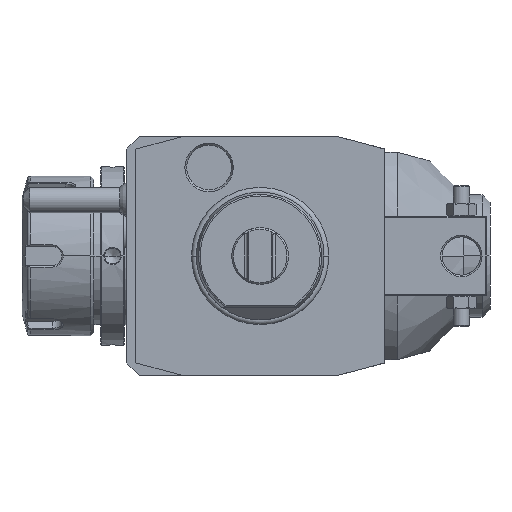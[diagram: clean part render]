
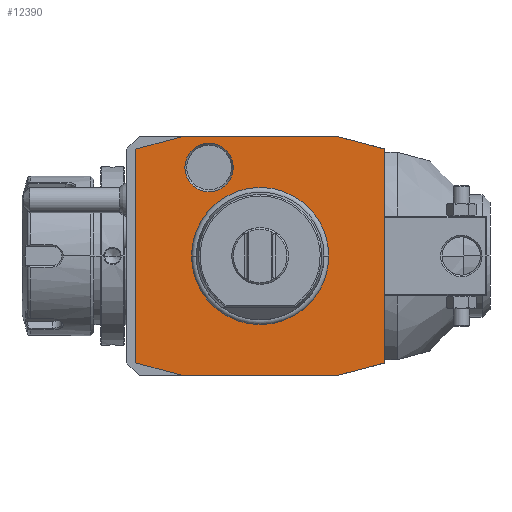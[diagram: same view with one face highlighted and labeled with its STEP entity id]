
A CAD part, front view. The second image highlights one B-rep face of the part: STEP entity #12390.
In plain terms, the highlighted planar face has unit normal (0, -1, 0).
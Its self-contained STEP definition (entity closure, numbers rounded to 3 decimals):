
#3072=DIRECTION('',(-0.966,0.,0.259));
#3073=VECTOR('',#3072,15.529);
#3074=CARTESIAN_POINT('',(39.,0.,33.481));
#3075=LINE('',#3074,#3073);
#3076=DIRECTION('',(0.,0.,1.));
#3077=VECTOR('',#3076,66.962);
#3078=CARTESIAN_POINT('',(39.,0.,-33.481));
#3079=LINE('',#3078,#3077);
#3080=DIRECTION('',(0.966,0.,0.259));
#3081=VECTOR('',#3080,15.529);
#3082=CARTESIAN_POINT('',(24.,0.,-37.5));
#3083=LINE('',#3082,#3081);
#3084=DIRECTION('',(1.,0.,0.));
#3085=VECTOR('',#3084,48.);
#3086=CARTESIAN_POINT('',(-24.,0.,-37.5));
#3087=LINE('',#3086,#3085);
#3088=DIRECTION('',(0.966,0.,-0.259));
#3089=VECTOR('',#3088,15.529);
#3090=CARTESIAN_POINT('',(-39.,0.,-33.481));
#3091=LINE('',#3090,#3089);
#3092=DIRECTION('',(0.,0.,-1.));
#3093=VECTOR('',#3092,66.962);
#3094=CARTESIAN_POINT('',(-39.,0.,33.481));
#3095=LINE('',#3094,#3093);
#3096=DIRECTION('',(-0.966,0.,-0.259));
#3097=VECTOR('',#3096,15.529);
#3098=CARTESIAN_POINT('',(-24.,0.,37.5));
#3099=LINE('',#3098,#3097);
#3100=DIRECTION('',(-1.,0.,0.));
#3101=VECTOR('',#3100,48.);
#3102=CARTESIAN_POINT('',(24.,0.,37.5));
#3103=LINE('',#3102,#3101);
#3104=CARTESIAN_POINT('',(-16.,0.,27.713));
#3105=DIRECTION('',(0.,1.,0.));
#3106=DIRECTION('',(1.,0.,0.));
#3107=AXIS2_PLACEMENT_3D('',#3104,#3105,#3106);
#3109=CARTESIAN_POINT('',(-16.,0.,27.713));
#3110=DIRECTION('',(0.,1.,0.));
#3111=DIRECTION('',(-1.,0.,0.));
#3112=AXIS2_PLACEMENT_3D('',#3109,#3110,#3111);
#3114=CARTESIAN_POINT('',(0.,0.,0.));
#3115=DIRECTION('',(0.,-1.,0.));
#3116=DIRECTION('',(1.,0.,0.));
#3117=AXIS2_PLACEMENT_3D('',#3114,#3115,#3116);
#3119=CARTESIAN_POINT('',(0.,0.,0.));
#3120=DIRECTION('',(0.,-1.,0.));
#3121=DIRECTION('',(-1.,0.,0.));
#3122=AXIS2_PLACEMENT_3D('',#3119,#3120,#3121);
#8763=CARTESIAN_POINT('',(-8.423,0.,
27.713));
#8764=CARTESIAN_POINT('',(-23.577,0.,
27.713));
#8765=VERTEX_POINT('',#8763);
#8766=VERTEX_POINT('',#8764);
#9514=CARTESIAN_POINT('',(39.,0.,33.481));
#9515=CARTESIAN_POINT('',(24.,0.,37.5));
#9516=VERTEX_POINT('',#9514);
#9517=VERTEX_POINT('',#9515);
#9518=CARTESIAN_POINT('',(-24.,0.,37.5));
#9519=VERTEX_POINT('',#9518);
#9520=CARTESIAN_POINT('',(-39.,0.,33.481));
#9521=VERTEX_POINT('',#9520);
#9522=CARTESIAN_POINT('',(-39.,0.,-33.481));
#9523=VERTEX_POINT('',#9522);
#9524=CARTESIAN_POINT('',(-24.,0.,-37.5));
#9525=VERTEX_POINT('',#9524);
#9526=CARTESIAN_POINT('',(24.,0.,-37.5));
#9527=VERTEX_POINT('',#9526);
#9528=CARTESIAN_POINT('',(39.,0.,-33.481));
#9529=VERTEX_POINT('',#9528);
#9565=CARTESIAN_POINT('',(21.137,0.,0.));
#9566=CARTESIAN_POINT('',(-21.137,0.,0.));
#9567=VERTEX_POINT('',#9565);
#9568=VERTEX_POINT('',#9566);
#12363=CARTESIAN_POINT('',(0.,0.,0.));
#12364=DIRECTION('',(0.,-1.,0.));
#12365=DIRECTION('',(-1.,0.,0.));
#12366=AXIS2_PLACEMENT_3D('',#12363,#12364,#12365);
#12367=PLANE('',#12366);
#12368=ORIENTED_EDGE('',*,*,#12278,.F.);
#12369=ORIENTED_EDGE('',*,*,#12297,.F.);
#12370=ORIENTED_EDGE('',*,*,#12351,.F.);
#12371=ORIENTED_EDGE('',*,*,#12201,.F.);
#12372=ORIENTED_EDGE('',*,*,#12220,.F.);
#12373=ORIENTED_EDGE('',*,*,#12234,.F.);
#12374=ORIENTED_EDGE('',*,*,#12247,.F.);
#12375=ORIENTED_EDGE('',*,*,#12261,.F.);
#12376=EDGE_LOOP('',(#12368,#12369,#12370,#12371,#12372,#12373,#12374,#12375));
#12377=FACE_OUTER_BOUND('',#12376,.F.);
#12379=ORIENTED_EDGE('',*,*,#12378,.T.);
#12381=ORIENTED_EDGE('',*,*,#12380,.T.);
#12382=EDGE_LOOP('',(#12379,#12381));
#12383=FACE_BOUND('',#12382,.F.);
#12385=ORIENTED_EDGE('',*,*,#12384,.F.);
#12387=ORIENTED_EDGE('',*,*,#12386,.F.);
#12388=EDGE_LOOP('',(#12385,#12387));
#12389=FACE_BOUND('',#12388,.F.);
#3108=CIRCLE('',#3107,7.577);
#3113=CIRCLE('',#3112,7.577);
#3118=CIRCLE('',#3117,21.137);
#3123=CIRCLE('',#3122,21.137);
#12201=EDGE_CURVE('',#9525,#9527,#3087,.T.);
#12220=EDGE_CURVE('',#9523,#9525,#3091,.T.);
#12234=EDGE_CURVE('',#9521,#9523,#3095,.T.);
#12247=EDGE_CURVE('',#9519,#9521,#3099,.T.);
#12261=EDGE_CURVE('',#9517,#9519,#3103,.T.);
#12278=EDGE_CURVE('',#9516,#9517,#3075,.T.);
#12297=EDGE_CURVE('',#9529,#9516,#3079,.T.);
#12351=EDGE_CURVE('',#9527,#9529,#3083,.T.);
#12378=EDGE_CURVE('',#9567,#9568,#3118,.T.);
#12380=EDGE_CURVE('',#9568,#9567,#3123,.T.);
#12384=EDGE_CURVE('',#8765,#8766,#3108,.T.);
#12386=EDGE_CURVE('',#8766,#8765,#3113,.T.);
#12390=ADVANCED_FACE('',(#12377,#12383,#12389),#12367,.T.);
